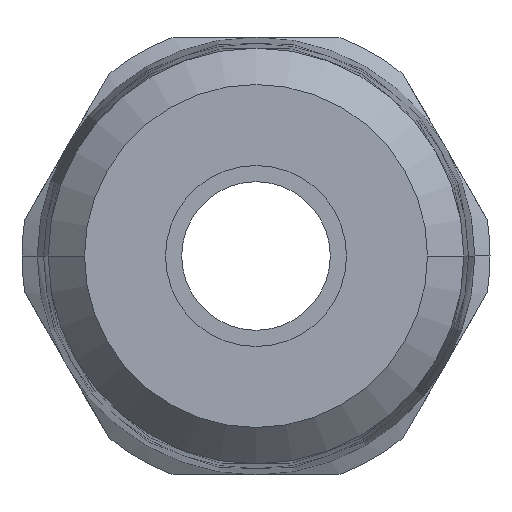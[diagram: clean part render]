
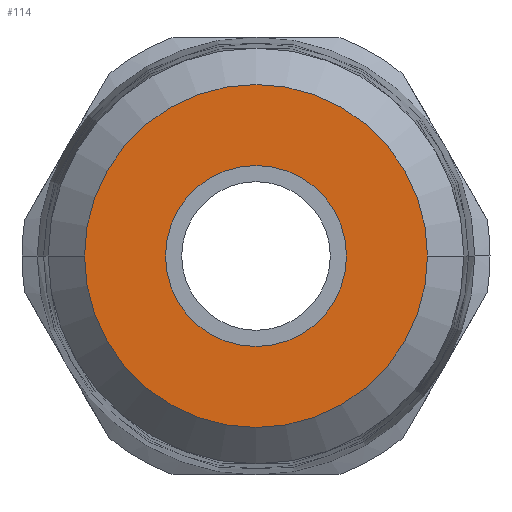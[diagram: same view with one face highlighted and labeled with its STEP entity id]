
A CAD part, front view. The second image highlights one B-rep face of the part: STEP entity #114.
In plain terms, the highlighted planar face has unit normal (0, -1, 0).
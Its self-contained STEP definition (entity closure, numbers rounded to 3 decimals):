
#114=ADVANCED_FACE('',(#284,#285),#286,.T.);
#284=FACE_BOUND('',#487,.T.);
#285=FACE_OUTER_BOUND('',#488,.T.);
#286=PLANE('',#489);
#487=EDGE_LOOP('',(#1084,#1085));
#488=EDGE_LOOP('',(#1086,#1087));
#489=AXIS2_PLACEMENT_3D('',#1088,#1089,#1090);
#1084=ORIENTED_EDGE('',*,*,#1395,.T.);
#1085=ORIENTED_EDGE('',*,*,#1507,.T.);
#1086=ORIENTED_EDGE('',*,*,#1384,.F.);
#1087=ORIENTED_EDGE('',*,*,#1522,.F.);
#1088=CARTESIAN_POINT('',(2.749,-27.794,0.0));
#1089=DIRECTION('',(-0.0,-1.0,-0.0));
#1090=DIRECTION('',(-1.0,0.0,0.0));
#1384=EDGE_CURVE('',#1679,#1682,#1683,.T.);
#1395=EDGE_CURVE('',#1703,#1700,#1704,.T.);
#1507=EDGE_CURVE('',#1700,#1703,#1885,.T.);
#1522=EDGE_CURVE('',#1682,#1679,#1903,.T.);
#1679=VERTEX_POINT('',#2129);
#1682=VERTEX_POINT('',#2133);
#1683=CIRCLE('',#2134,5.498);
#1700=VERTEX_POINT('',#2156);
#1703=VERTEX_POINT('',#2160);
#1704=CIRCLE('',#2161,2.9);
#1885=CIRCLE('',#2767,2.9);
#1903=CIRCLE('',#2785,5.498);
#2129=CARTESIAN_POINT('',(5.498,-27.794,0.0));
#2133=CARTESIAN_POINT('',(-5.498,-27.794,0.));
#2134=AXIS2_PLACEMENT_3D('',#3011,#3012,#3013);
#2156=CARTESIAN_POINT('',(2.9,-27.794,0.));
#2160=CARTESIAN_POINT('',(-2.9,-27.794,0.));
#2161=AXIS2_PLACEMENT_3D('',#3032,#3033,#3034);
#2767=AXIS2_PLACEMENT_3D('',#3182,#3183,#3184);
#2785=AXIS2_PLACEMENT_3D('',#3227,#3228,#3229);
#3011=CARTESIAN_POINT('',(0.0,-27.794,0.0));
#3012=DIRECTION('',(-0.0,1.0,0.0));
#3013=DIRECTION('',(1.0,0.0,0.0));
#3032=CARTESIAN_POINT('',(0.0,-27.794,0.0));
#3033=DIRECTION('',(-0.0,1.0,0.0));
#3034=DIRECTION('',(1.0,0.0,0.0));
#3182=CARTESIAN_POINT('',(0.0,-27.794,0.0));
#3183=DIRECTION('',(-0.0,1.0,0.0));
#3184=DIRECTION('',(1.0,0.0,0.0));
#3227=CARTESIAN_POINT('',(0.0,-27.794,0.0));
#3228=DIRECTION('',(-0.0,1.0,0.0));
#3229=DIRECTION('',(1.0,0.0,0.0));
